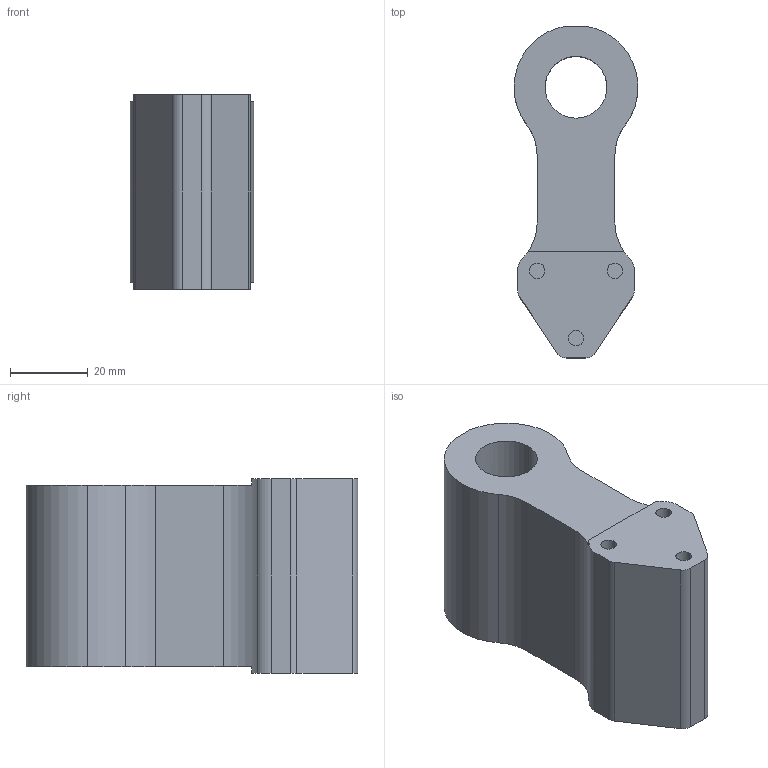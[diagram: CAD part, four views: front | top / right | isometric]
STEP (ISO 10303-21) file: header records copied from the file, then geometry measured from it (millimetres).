
FILE_DESCRIPTION (( 'STEP AP214' ), '1' );
FILE_NAME ('Bogie Adapter.STEP', '2025-02-20T23:43:30', ( '' ), ( '' ), 'SwSTEP 2.0', 'SolidWorks 2024', '' );
FILE_SCHEMA (( 'AUTOMOTIVE_DESIGN' ));
Length unit declared in the file: millimetre
Products named in the file (1): Bogie Adapter
Bounding box: 31.88 x 85.29 x 50 mm (x, y, z)
Volume: 85061.5 mm3; surface area: 16807.3 mm2
Topology: 1 solids, 1 shells, 49 faces, 123 edges, 82 vertices
Faces by surface type: cylinder 29, plane 20
Entity records: 1578 total; most frequent: CARTESIAN_POINT 309, DIRECTION 281, ORIENTED_EDGE 246, EDGE_CURVE 123, AXIS2_PLACEMENT_3D 110, VERTEX_POINT 82, LINE 61, VECTOR 61
